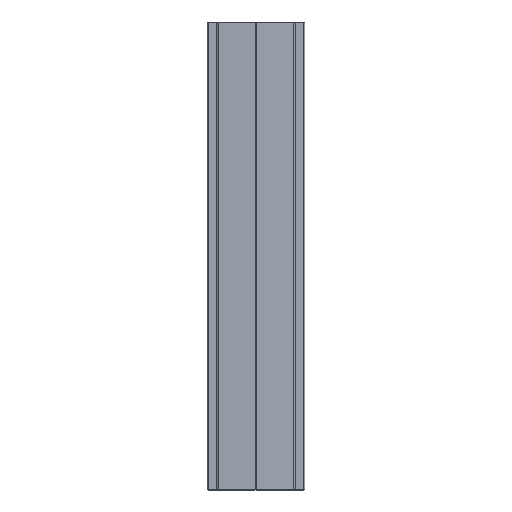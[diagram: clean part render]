
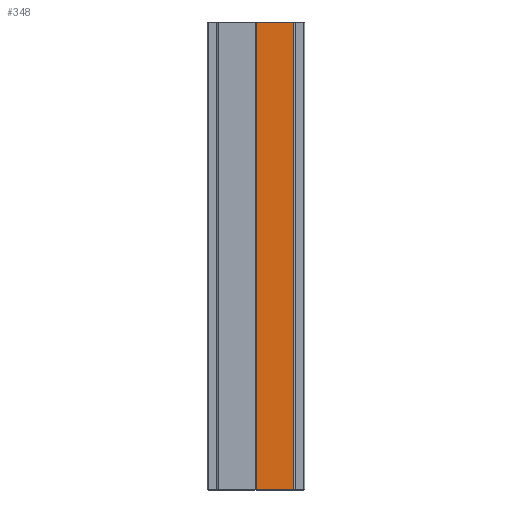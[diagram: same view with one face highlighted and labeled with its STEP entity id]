
A CAD part, top view. The second image highlights one B-rep face of the part: STEP entity #348.
In plain terms, the highlighted planar face has unit normal (0.021, 0, 1).
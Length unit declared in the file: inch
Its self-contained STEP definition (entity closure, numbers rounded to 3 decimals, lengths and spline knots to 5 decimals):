
#285=CARTESIAN_POINT('',(3.91939,9.80473,0.09515));
#286=VERTEX_POINT('',#285);
#294=CARTESIAN_POINT('',(3.91939,3.80473,0.09515));
#295=VERTEX_POINT('',#294);
#296=CARTESIAN_POINT('',(3.91939,3.80473,0.09515));
#297=DIRECTION('',(0.,1.,0.));
#298=VECTOR('',#297,1.);
#299=LINE('',#296,#298);
#300=EDGE_CURVE('',#295,#286,#299,.T.);
#318=CARTESIAN_POINT('',(3.43944,9.80473,0.10536));
#319=VERTEX_POINT('',#318);
#320=CARTESIAN_POINT('',(3.91939,9.80473,0.09515));
#321=DIRECTION('',(-1.,0.,0.021));
#322=VECTOR('',#321,1.);
#323=LINE('',#320,#322);
#324=EDGE_CURVE('',#286,#319,#323,.T.);
#325=ORIENTED_EDGE('',*,*,#324,.T.);
#326=CARTESIAN_POINT('',(3.43944,3.80473,0.10536));
#327=VERTEX_POINT('',#326);
#328=CARTESIAN_POINT('',(3.43944,3.80473,0.10536));
#329=DIRECTION('',(0.,1.,0.));
#330=VECTOR('',#329,1.);
#331=LINE('',#328,#330);
#332=EDGE_CURVE('',#327,#319,#331,.T.);
#333=ORIENTED_EDGE('',*,*,#332,.F.);
#334=CARTESIAN_POINT('',(3.91939,3.80473,0.09515));
#335=DIRECTION('',(-1.,0.,0.021));
#336=VECTOR('',#335,1.);
#337=LINE('',#334,#336);
#338=EDGE_CURVE('',#295,#327,#337,.T.);
#339=ORIENTED_EDGE('',*,*,#338,.F.);
#340=ORIENTED_EDGE('',*,*,#300,.T.);
#341=EDGE_LOOP('',(#325,#333,#339,#340));
#342=FACE_OUTER_BOUND('',#341,.T.);
#343=CARTESIAN_POINT('',(3.67942,3.80473,0.10025));
#344=DIRECTION('',(0.021,0.,1.));
#345=DIRECTION('',(1.,0.,-0.021));
#346=AXIS2_PLACEMENT_3D('',#343,#344,#345);
#347=PLANE('',#346);
#348=ADVANCED_FACE('',(#342),#347,.T.);
